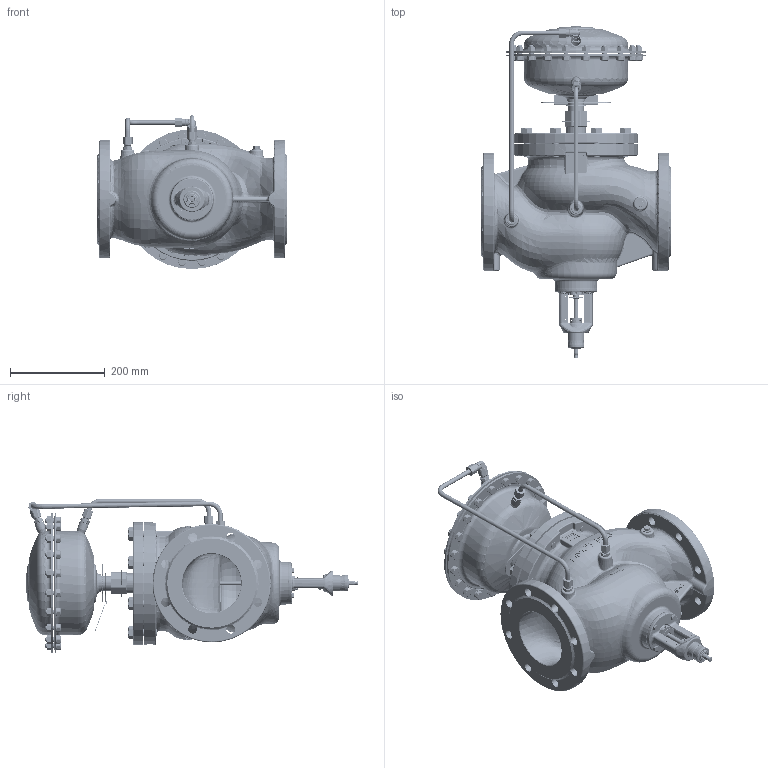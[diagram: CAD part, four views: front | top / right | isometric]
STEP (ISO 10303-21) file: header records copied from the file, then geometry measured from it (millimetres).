
FILE_DESCRIPTION((''),'2;1');
FILE_NAME('003G5506_AFQM2_PN16_DN125_0-2_A_ASM','2021-01-18T',('U258099'),('Danfoss'),'CREO PARAMETRIC BY PTC INC, 2018070','CREO PARAMETRIC BY PTC INC, 2018070','');
FILE_SCHEMA(('CONFIG_CONTROL_DESIGN'));
Products named in the file (41): 88650520_VALVE_BODY_VFQM_DN125_; 88650730_VALVE_COVER_VFG_DN125_; 88651350_SPINDLE_CV_DN125_1; HEX_SCREW_DIN931_M16X50_1; 88651210_YOKE_BODY_DN125_250_1; 88652270_SETT_SCREW_DN125-250_1; 88652300_STUFFING_BOX_DN100_125; HEX_SCREW_DIN933_M06X18_1; 88652800_POINTER_VFQM_1; 88652730_FLOW_SCALE_DN125_1; 51817881_SCREW_SF_M3X5_1; 188610240_1; WALTER_CONNECTION_1; WALTER_CONNECTION_NUT_1; 8863078_ASM_1_ASM; 88653170_VFQM_DN125_PN16_ASM_1_ASM; 88670130_HOUSING320_PN16_M_AF35; 88673400_TUBE_FI38X10X62_M_AF87; 88671660_PRESSURE_CONNECTOR_4MM; WELD_320_4MM_AF29_1; 88671530_COVER320_PN16_MINUS_AS_ASM; 88670160_HOUS_AFQ_320_PN16__AF0; 88671660_PRESSURE_CONNECTOR_AF0; 88672660_COVE_AFQ_320_PN16_PLUS_ASM; 88670600_CONNECTING_NUT_G1_1_4_; 88630330_1; 88630640_ASM_1_ASM; 51818000_1; 52017500_1; 51917340_1; 88673820_1; 88673810_LABEL_PLATE_PA_1; 88673840_1; 88670640_DISASSEMBLY_BRACKET_PA; PRIKLJUCEK_KOLENO_1; WALTER_PROFILE_RING_1; 56722030_ASM_1_ASM; 003G5596_AFQ2_PN16_320CM2_ASM_1_ASM; 88674640_TUBE_PL_AFQM_DN125-320; 88674650_TUBE_MI_AFQM_DN125-320 ...
Assembly tree (112 placements, depth 5):
  003G5506_AFQM2_PN16_DN125_0-2_A_ASM
    88653170_VFQM_DN125_PN16_ASM_1_ASM
      88650520_VALVE_BODY_VFQM_DN125_
      88650730_VALVE_COVER_VFG_DN125_
      88651350_SPINDLE_CV_DN125_1
      HEX_SCREW_DIN931_M16X50_1  x8
      88651210_YOKE_BODY_DN125_250_1
      88652270_SETT_SCREW_DN125-250_1
      88652300_STUFFING_BOX_DN100_125
      HEX_SCREW_DIN933_M06X18_1  x4
      88652800_POINTER_VFQM_1
      88652730_FLOW_SCALE_DN125_1
      51817881_SCREW_SF_M3X5_1  x2
      188610240_1
      8863078_ASM_1_ASM  x2
        WALTER_CONNECTION_1
        WALTER_CONNECTION_NUT_1
    003G5596_AFQ2_PN16_320CM2_ASM_1_ASM
      88671530_COVER320_PN16_MINUS_AS_ASM
        88670130_HOUSING320_PN16_M_AF35
        88673400_TUBE_FI38X10X62_M_AF87
        88671660_PRESSURE_CONNECTOR_4MM
        WELD_320_4MM_AF29_1
      88672660_COVE_AFQ_320_PN16_PLUS_ASM
        88670160_HOUS_AFQ_320_PN16__AF0
        88671660_PRESSURE_CONNECTOR_AF0
      88670600_CONNECTING_NUT_G1_1_4_
      88630640_ASM_1_ASM  x2
        8863078_ASM_1_ASM
          WALTER_CONNECTION_1
          WALTER_CONNECTION_NUT_1
        88630330_1
      51818000_1  x20
      52017500_1  x20
      51917340_1  x20
      88673820_1
      88673810_LABEL_PLATE_PA_1
      88673840_1
      88670640_DISASSEMBLY_BRACKET_PA
      56722030_ASM_1_ASM
        PRIKLJUCEK_KOLENO_1
        WALTER_PROFILE_RING_1
        WALTER_CONNECTION_NUT_1
    88674640_TUBE_PL_AFQM_DN125-320
    88674650_TUBE_MI_AFQM_DN125-320
Bounding box: 400 x 701.3 x 325.38 mm (x, y, z)
Volume: 8770207.9 mm3; surface area: 1688306.1 mm2
Topology: 109 solids, 109 shells, 5632 faces, 14764 edges, 9445 vertices
Faces by surface type: plane 2502, cylinder 1267, cone 1026, bspline 409, torus 330, extrusion 47, sphere 30, revolution 21
Entity records: 161556 total; most frequent: CARTESIAN_POINT 67983, ORIENTED_EDGE 20554, DIRECTION 17650, EDGE_CURVE 10277, VERTEX_POINT 6670, AXIS2_PLACEMENT_3D 6321, VECTOR 4987, LINE 4940
